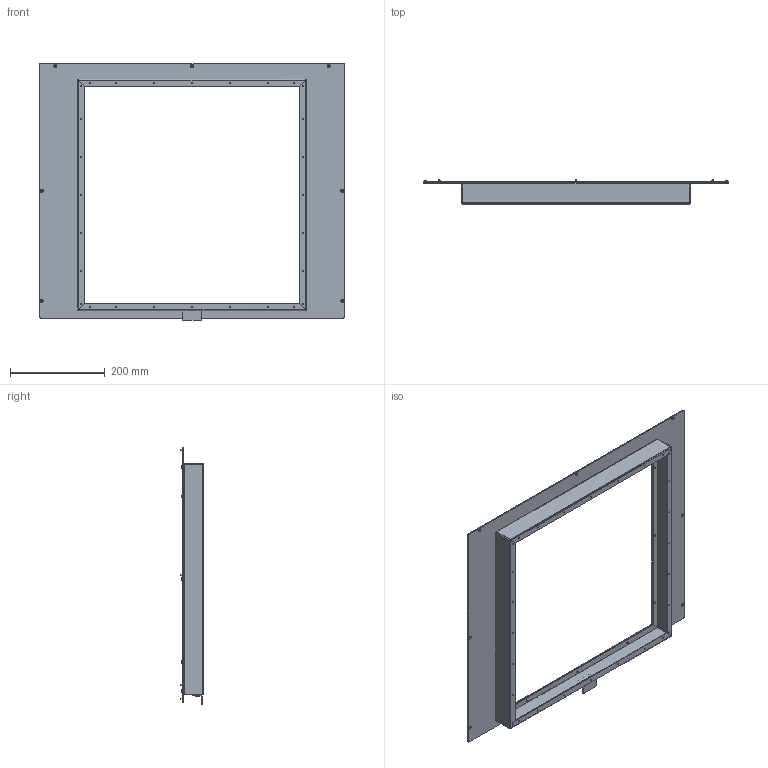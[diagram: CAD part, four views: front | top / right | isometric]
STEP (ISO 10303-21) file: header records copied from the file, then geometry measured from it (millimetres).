
FILE_DESCRIPTION (( 'STEP AP214' ), '1' );
FILE_NAME ('INGUN_113554.STEP', '2022-10-18T11:55:47', ( '' ), ( '' ), 'SwSTEP 2.0', 'SolidWorks 2021', '' );
FILE_SCHEMA (( 'AUTOMOTIVE_DESIGN' ));
Length unit declared in the file: millimetre
Products named in the file (7): ISO7380~n_M03,0x006; 113741~0; DIN7991~n_M04,0x006; 16950~1; DIN7991~n_M03,0x006; INGUN_113554; 111698~0_S
Assembly tree (25 placements, depth 2):
  INGUN_113554
    113741~0
    111698~0_S
    16950~1
    DIN7991~n_M04,0x006  x2
    DIN7991~n_M03,0x006  x8
    ISO7380~n_M03,0x006  x12
Bounding box: 646 x 50.32 x 543 mm (x, y, z)
Volume: 545361.9 mm3; surface area: 564783.8 mm2
Topology: 25 solids, 25 shells, 893 faces, 2223 edges, 1412 vertices
Faces by surface type: cylinder 617, plane 152, cone 84, torus 24, bspline 16
Entity records: 12604 total; most frequent: CARTESIAN_POINT 2362, DIRECTION 2016, ORIENTED_EDGE 1780, EDGE_CURVE 890, AXIS2_PLACEMENT_3D 800, VERTEX_POINT 554, EDGE_LOOP 484, CIRCLE 438
